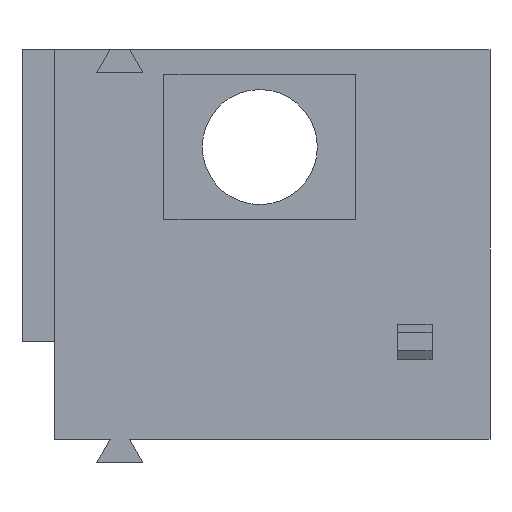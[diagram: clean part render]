
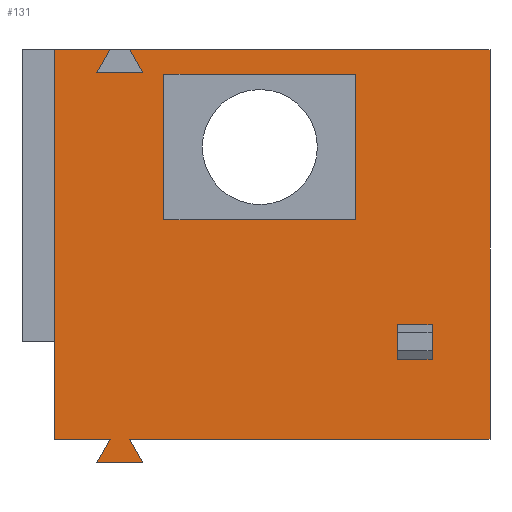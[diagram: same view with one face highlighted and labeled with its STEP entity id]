
A CAD part, front view. The second image highlights one B-rep face of the part: STEP entity #131.
In plain terms, the highlighted planar face has unit normal (0, -1, 0).
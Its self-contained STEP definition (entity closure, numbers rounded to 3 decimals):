
#131 = ADVANCED_FACE( '', ( #314, #315, #316 ), #317, .T. );
#314 = FACE_OUTER_BOUND( '', #554, .T. );
#315 = FACE_BOUND( '', #555, .T. );
#316 = FACE_BOUND( '', #556, .T. );
#317 = PLANE( '', #557 );
#554 = EDGE_LOOP( '', ( #827, #828, #829, #830, #831, #832, #833, #834, #835, #836, #837, #838 ) );
#555 = EDGE_LOOP( '', ( #839, #840, #841, #842 ) );
#556 = EDGE_LOOP( '', ( #843, #844, #845, #846 ) );
#557 = AXIS2_PLACEMENT_3D( '', #847, #848, #849 );
#827 = ORIENTED_EDGE( '', *, *, #1490, .T. );
#828 = ORIENTED_EDGE( '', *, *, #1477, .F. );
#829 = ORIENTED_EDGE( '', *, *, #1483, .T. );
#830 = ORIENTED_EDGE( '', *, *, #1491, .T. );
#831 = ORIENTED_EDGE( '', *, *, #1492, .T. );
#832 = ORIENTED_EDGE( '', *, *, #1473, .F. );
#833 = ORIENTED_EDGE( '', *, *, #1493, .T. );
#834 = ORIENTED_EDGE( '', *, *, #1494, .T. );
#835 = ORIENTED_EDGE( '', *, *, #1495, .F. );
#836 = ORIENTED_EDGE( '', *, *, #1496, .F. );
#837 = ORIENTED_EDGE( '', *, *, #1497, .F. );
#838 = ORIENTED_EDGE( '', *, *, #1498, .T. );
#839 = ORIENTED_EDGE( '', *, *, #1499, .F. );
#840 = ORIENTED_EDGE( '', *, *, #1500, .F. );
#841 = ORIENTED_EDGE( '', *, *, #1501, .T. );
#842 = ORIENTED_EDGE( '', *, *, #1502, .F. );
#843 = ORIENTED_EDGE( '', *, *, #1503, .T. );
#844 = ORIENTED_EDGE( '', *, *, #1504, .T. );
#845 = ORIENTED_EDGE( '', *, *, #1505, .T. );
#846 = ORIENTED_EDGE( '', *, *, #1506, .T. );
#847 = CARTESIAN_POINT( '', ( 5.675, 0., -0.3 ) );
#848 = DIRECTION( '', ( 0., -1., 0. ) );
#849 = DIRECTION( '', ( 0., 0., 1. ) );
#1473 = EDGE_CURVE( '', #1765, #1767, #1768, .T. );
#1477 = EDGE_CURVE( '', #1773, #1775, #1776, .T. );
#1483 = EDGE_CURVE( '', #1773, #1783, #1785, .T. );
#1490 = EDGE_CURVE( '', #1796, #1775, #1797, .T. );
#1491 = EDGE_CURVE( '', #1783, #1798, #1799, .T. );
#1492 = EDGE_CURVE( '', #1798, #1767, #1800, .T. );
#1493 = EDGE_CURVE( '', #1765, #1801, #1802, .T. );
#1494 = EDGE_CURVE( '', #1801, #1803, #1804, .T. );
#1495 = EDGE_CURVE( '', #1805, #1803, #1806, .T. );
#1496 = EDGE_CURVE( '', #1807, #1805, #1808, .T. );
#1497 = EDGE_CURVE( '', #1809, #1807, #1810, .T. );
#1498 = EDGE_CURVE( '', #1809, #1796, #1811, .T. );
#1499 = EDGE_CURVE( '', #1812, #1813, #1814, .T. );
#1500 = EDGE_CURVE( '', #1815, #1812, #1816, .T. );
#1501 = EDGE_CURVE( '', #1815, #1817, #1818, .T. );
#1502 = EDGE_CURVE( '', #1813, #1817, #1819, .T. );
#1503 = EDGE_CURVE( '', #1820, #1821, #1822, .T. );
#1504 = EDGE_CURVE( '', #1821, #1823, #1824, .T. );
#1505 = EDGE_CURVE( '', #1823, #1825, #1826, .T. );
#1506 = EDGE_CURVE( '', #1825, #1820, #1827, .T. );
#1765 = VERTEX_POINT( '', #2189 );
#1767 = VERTEX_POINT( '', #2192 );
#1768 = LINE( '', #2193, #2194 );
#1773 = VERTEX_POINT( '', #2201 );
#1775 = VERTEX_POINT( '', #2204 );
#1776 = LINE( '', #2205, #2206 );
#1783 = VERTEX_POINT( '', #2216 );
#1785 = LINE( '', #2219, #2220 );
#1796 = VERTEX_POINT( '', #2235 );
#1797 = LINE( '', #2236, #2237 );
#1798 = VERTEX_POINT( '', #2238 );
#1799 = LINE( '', #2239, #2240 );
#1800 = LINE( '', #2241, #2242 );
#1801 = VERTEX_POINT( '', #2243 );
#1802 = LINE( '', #2244, #2245 );
#1803 = VERTEX_POINT( '', #2246 );
#1804 = LINE( '', #2247, #2248 );
#1805 = VERTEX_POINT( '', #2249 );
#1806 = LINE( '', #2250, #2251 );
#1807 = VERTEX_POINT( '', #2252 );
#1808 = LINE( '', #2253, #2254 );
#1809 = VERTEX_POINT( '', #2255 );
#1810 = LINE( '', #2256, #2257 );
#1811 = LINE( '', #2258, #2259 );
#1812 = VERTEX_POINT( '', #2260 );
#1813 = VERTEX_POINT( '', #2261 );
#1814 = LINE( '', #2262, #2263 );
#1815 = VERTEX_POINT( '', #2264 );
#1816 = LINE( '', #2265, #2266 );
#1817 = VERTEX_POINT( '', #2267 );
#1818 = LINE( '', #2268, #2269 );
#1819 = LINE( '', #2270, #2271 );
#1820 = VERTEX_POINT( '', #2272 );
#1821 = VERTEX_POINT( '', #2273 );
#1822 = LINE( '', #2274, #2275 );
#1823 = VERTEX_POINT( '', #2276 );
#1824 = LINE( '', #2277, #2278 );
#1825 = VERTEX_POINT( '', #2279 );
#1826 = LINE( '', #2280, #2281 );
#1827 = LINE( '', #2282, #2283 );
#2189 = CARTESIAN_POINT( '', ( 11.35, 0., 0. ) );
#2192 = CARTESIAN_POINT( '', ( 1.954, 0., 0. ) );
#2193 = CARTESIAN_POINT( '', ( -6., 0., 0. ) );
#2194 = VECTOR( '', #2732, 1000. );
#2201 = CARTESIAN_POINT( '', ( 1.446, 0., 0. ) );
#2204 = CARTESIAN_POINT( '', ( 0., 0., 0. ) );
#2205 = CARTESIAN_POINT( '', ( -6., 0., 0. ) );
#2206 = VECTOR( '', #2736, 1000. );
#2216 = CARTESIAN_POINT( '', ( 1.1, 0., -0.6 ) );
#2219 = CARTESIAN_POINT( '', ( 1.446, 0., 0. ) );
#2220 = VECTOR( '', #2741, 1000. );
#2235 = CARTESIAN_POINT( '', ( 0., 0., 10.16 ) );
#2236 = CARTESIAN_POINT( '', ( 0., 0., 10.16 ) );
#2237 = VECTOR( '', #2746, 1000. );
#2238 = CARTESIAN_POINT( '', ( 2.3, 0., -0.6 ) );
#2239 = CARTESIAN_POINT( '', ( 1.1, 0., -0.6 ) );
#2240 = VECTOR( '', #2747, 1000. );
#2241 = CARTESIAN_POINT( '', ( 2.3, 0., -0.6 ) );
#2242 = VECTOR( '', #2748, 1000. );
#2243 = CARTESIAN_POINT( '', ( 11.35, 0., 10.16 ) );
#2244 = CARTESIAN_POINT( '', ( 11.35, 0., -5.08 ) );
#2245 = VECTOR( '', #2749, 1000. );
#2246 = CARTESIAN_POINT( '', ( 1.954, 0., 10.16 ) );
#2247 = CARTESIAN_POINT( '', ( -6., 0., 10.16 ) );
#2248 = VECTOR( '', #2750, 1000. );
#2249 = CARTESIAN_POINT( '', ( 2.3, 0., 9.56 ) );
#2250 = CARTESIAN_POINT( '', ( 4.887, 0., 5.08 ) );
#2251 = VECTOR( '', #2751, 1000. );
#2252 = CARTESIAN_POINT( '', ( 1.1, 0., 9.56 ) );
#2253 = CARTESIAN_POINT( '', ( -6., 0., 9.56 ) );
#2254 = VECTOR( '', #2752, 1000. );
#2255 = CARTESIAN_POINT( '', ( 1.446, 0., 10.16 ) );
#2256 = CARTESIAN_POINT( '', ( -1.487, 0., 5.08 ) );
#2257 = VECTOR( '', #2753, 1000. );
#2258 = CARTESIAN_POINT( '', ( -6., 0., 10.16 ) );
#2259 = VECTOR( '', #2754, 1000. );
#2260 = CARTESIAN_POINT( '', ( 9.84, 0., 2.09 ) );
#2261 = CARTESIAN_POINT( '', ( 9.84, 0., 2.99 ) );
#2262 = CARTESIAN_POINT( '', ( 9.84, 0., 5.08 ) );
#2263 = VECTOR( '', #2755, 1000. );
#2264 = CARTESIAN_POINT( '', ( 8.94, 0., 2.09 ) );
#2265 = CARTESIAN_POINT( '', ( -5.95, 0., 2.09 ) );
#2266 = VECTOR( '', #2756, 1000. );
#2267 = CARTESIAN_POINT( '', ( 8.94, 0., 2.99 ) );
#2268 = CARTESIAN_POINT( '', ( 8.94, 0., 5.08 ) );
#2269 = VECTOR( '', #2757, 1000. );
#2270 = CARTESIAN_POINT( '', ( -5.95, 0., 2.99 ) );
#2271 = VECTOR( '', #2758, 1000. );
#2272 = CARTESIAN_POINT( '', ( 7.85, 0., 9.52 ) );
#2273 = CARTESIAN_POINT( '', ( 7.85, 0., 5.72 ) );
#2274 = CARTESIAN_POINT( '', ( 7.85, 0., 15.24 ) );
#2275 = VECTOR( '', #2759, 1000. );
#2276 = CARTESIAN_POINT( '', ( 2.85, 0., 5.72 ) );
#2277 = CARTESIAN_POINT( '', ( -6., 0., 5.72 ) );
#2278 = VECTOR( '', #2760, 1000. );
#2279 = CARTESIAN_POINT( '', ( 2.85, 0., 9.52 ) );
#2280 = CARTESIAN_POINT( '', ( 2.85, 0., 15.24 ) );
#2281 = VECTOR( '', #2761, 1000. );
#2282 = CARTESIAN_POINT( '', ( -6., 0., 9.52 ) );
#2283 = VECTOR( '', #2762, 1000. );
#2732 = DIRECTION( '', ( -1., 0., 0. ) );
#2736 = DIRECTION( '', ( -1., 0., 0. ) );
#2741 = DIRECTION( '', ( -0.5, 0., -0.866 ) );
#2746 = DIRECTION( '', ( 0., 0., -1. ) );
#2747 = DIRECTION( '', ( 1., 0., 0. ) );
#2748 = DIRECTION( '', ( -0.5, 0., 0.866 ) );
#2749 = DIRECTION( '', ( 0., 0., 1. ) );
#2750 = DIRECTION( '', ( -1., 0., 0. ) );
#2751 = DIRECTION( '', ( -0.5, 0., 0.866 ) );
#2752 = DIRECTION( '', ( 1., 0., 0. ) );
#2753 = DIRECTION( '', ( -0.5, 0., -0.866 ) );
#2754 = DIRECTION( '', ( -1., 0., 0. ) );
#2755 = DIRECTION( '', ( 0., 0., 1. ) );
#2756 = DIRECTION( '', ( 1., 0., 0. ) );
#2757 = DIRECTION( '', ( 0., 0., 1. ) );
#2758 = DIRECTION( '', ( -1., 0., 0. ) );
#2759 = DIRECTION( '', ( 0., 0., -1. ) );
#2760 = DIRECTION( '', ( -1., 0., 0. ) );
#2761 = DIRECTION( '', ( 0., 0., 1. ) );
#2762 = DIRECTION( '', ( 1., 0., 0. ) );
